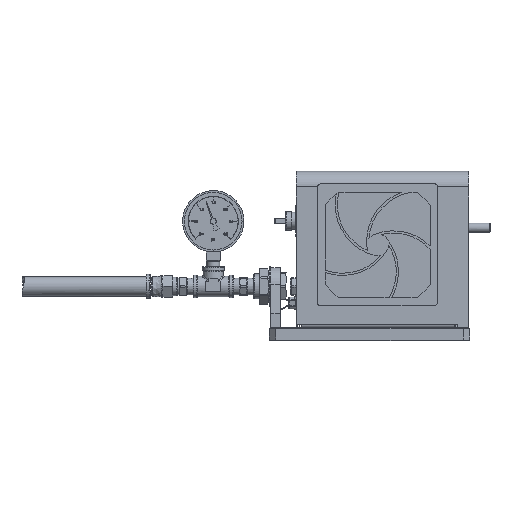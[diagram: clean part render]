
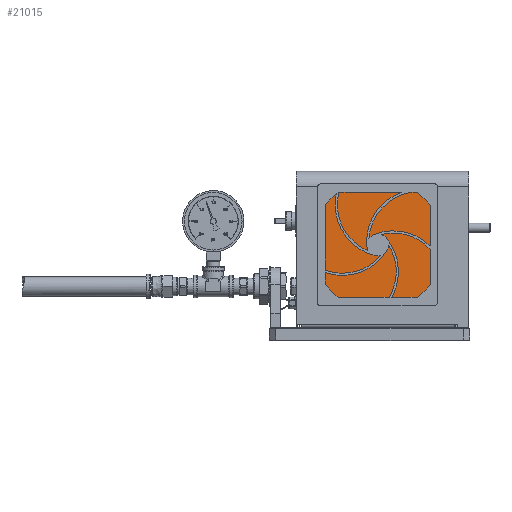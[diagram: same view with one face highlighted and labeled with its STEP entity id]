
A CAD part, top view. The second image highlights one B-rep face of the part: STEP entity #21015.
In plain terms, the highlighted planar face has unit normal (0, 0, 1).
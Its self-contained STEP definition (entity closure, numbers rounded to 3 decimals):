
#860 = DIRECTION ( 'NONE',  ( 0., 1., 0. ) ) ;
#1765 = LINE ( 'NONE', #30898, #29397 ) ;
#2082 = EDGE_CURVE ( 'NONE', #23338, #7527, #1765, .T. ) ;
#2130 = EDGE_CURVE ( 'NONE', #11326, #23338, #6517, .T. ) ;
#2648 = DIRECTION ( 'NONE',  ( 0., 0., 1. ) ) ;
#3209 = CARTESIAN_POINT ( 'NONE',  ( 62.357, 39.637, 116.51 ) ) ;
#3971 = CARTESIAN_POINT ( 'NONE',  ( 62.357, 39.637, 116.51 ) ) ;
#4868 = FACE_OUTER_BOUND ( 'NONE', #15340, .T. ) ;
#5198 = EDGE_CURVE ( 'NONE', #11438, #31078, #5594, .T. ) ;
#5255 = EDGE_CURVE ( 'NONE', #7527, #10657, #25880, .T. ) ;
#5594 = LINE ( 'NONE', #6500, #34066 ) ;
#6103 = AXIS2_PLACEMENT_3D ( 'NONE', #19197, #2648, #21987 ) ;
#6500 = CARTESIAN_POINT ( 'NONE',  ( 167.132, 49.162, 116.51 ) ) ;
#6517 = LINE ( 'NONE', #17272, #34989 ) ;
#7450 = ORIENTED_EDGE ( 'NONE', *, *, #2130, .F. ) ;
#7489 = ORIENTED_EDGE ( 'NONE', *, *, #5198, .F. ) ;
#7527 = VERTEX_POINT ( 'NONE', #16611 ) ;
#9374 = ORIENTED_EDGE ( 'NONE', *, *, #12489, .F. ) ;
#9530 = CARTESIAN_POINT ( 'NONE',  ( 167.132, 49.162, 116.51 ) ) ;
#9742 = DIRECTION ( 'NONE',  ( -0.707, -0.707, 0. ) ) ;
#9853 = CARTESIAN_POINT ( 'NONE',  ( 167.132, 144.412, 116.51 ) ) ;
#10422 = ORIENTED_EDGE ( 'NONE', *, *, #11337, .F. ) ;
#10657 = VERTEX_POINT ( 'NONE', #26585 ) ;
#11281 = CARTESIAN_POINT ( 'NONE',  ( 157.607, 39.637, 116.51 ) ) ;
#11326 = VERTEX_POINT ( 'NONE', #22492 ) ;
#11337 = EDGE_CURVE ( 'NONE', #26390, #32661, #21485, .T. ) ;
#11438 = VERTEX_POINT ( 'NONE', #11977 ) ;
#11497 = DIRECTION ( 'NONE',  ( -1., 0., 0. ) ) ;
#11977 = CARTESIAN_POINT ( 'NONE',  ( 167.132, 144.412, 116.51 ) ) ;
#12310 = DIRECTION ( 'NONE',  ( -0.707, 0.707, 0. ) ) ;
#12489 = EDGE_CURVE ( 'NONE', #10657, #11438, #31734, .T. ) ;
#13274 = VECTOR ( 'NONE', #11497, 1000. ) ;
#13883 = VECTOR ( 'NONE', #12310, 1000. ) ;
#14920 = DIRECTION ( 'NONE',  ( 0., -1., 0. ) ) ;
#14976 = EDGE_CURVE ( 'NONE', #32661, #11326, #21240, .T. ) ;
#15015 = ORIENTED_EDGE ( 'NONE', *, *, #32407, .F. ) ;
#15284 = CARTESIAN_POINT ( 'NONE',  ( 157.607, 153.937, 116.51 ) ) ;
#15340 = EDGE_LOOP ( 'NONE', ( #7489, #9374, #24932, #30540, #7450, #18736, #10422, #15015 ) ) ;
#16611 = CARTESIAN_POINT ( 'NONE',  ( 62.357, 153.937, 116.51 ) ) ;
#17272 = CARTESIAN_POINT ( 'NONE',  ( 52.832, 49.162, 116.51 ) ) ;
#18547 = VECTOR ( 'NONE', #34571, 1000. ) ;
#18736 = ORIENTED_EDGE ( 'NONE', *, *, #14976, .F. ) ;
#19197 = CARTESIAN_POINT ( 'NONE',  ( 167.132, 153.937, 116.51 ) ) ;
#20738 = CARTESIAN_POINT ( 'NONE',  ( 157.607, 39.637, 116.51 ) ) ;
#21015 = ADVANCED_FACE ( 'NONE', ( #4868 ), #35722, .T. ) ;
#21240 = LINE ( 'NONE', #3971, #13883 ) ;
#21485 = LINE ( 'NONE', #25277, #13274 ) ;
#21987 = DIRECTION ( 'NONE',  ( 1., 0., 0. ) ) ;
#22492 = CARTESIAN_POINT ( 'NONE',  ( 52.832, 49.162, 116.51 ) ) ;
#23338 = VERTEX_POINT ( 'NONE', #32866 ) ;
#23622 = DIRECTION ( 'NONE',  ( 0.707, -0.707, 0. ) ) ;
#24932 = ORIENTED_EDGE ( 'NONE', *, *, #5255, .F. ) ;
#25277 = CARTESIAN_POINT ( 'NONE',  ( 157.607, 39.637, 116.51 ) ) ;
#25880 = LINE ( 'NONE', #15284, #18547 ) ;
#26390 = VERTEX_POINT ( 'NONE', #11281 ) ;
#26585 = CARTESIAN_POINT ( 'NONE',  ( 157.607, 153.937, 116.51 ) ) ;
#27445 = VECTOR ( 'NONE', #9742, 1000. ) ;
#29397 = VECTOR ( 'NONE', #33547, 1000. ) ;
#30540 = ORIENTED_EDGE ( 'NONE', *, *, #2082, .F. ) ;
#30883 = VECTOR ( 'NONE', #23622, 1000. ) ;
#30898 = CARTESIAN_POINT ( 'NONE',  ( 62.357, 153.937, 116.51 ) ) ;
#31078 = VERTEX_POINT ( 'NONE', #9530 ) ;
#31734 = LINE ( 'NONE', #9853, #30883 ) ;
#32407 = EDGE_CURVE ( 'NONE', #31078, #26390, #34763, .T. ) ;
#32661 = VERTEX_POINT ( 'NONE', #3209 ) ;
#32866 = CARTESIAN_POINT ( 'NONE',  ( 52.832, 144.412, 116.51 ) ) ;
#33547 = DIRECTION ( 'NONE',  ( 0.707, 0.707, 0. ) ) ;
#34066 = VECTOR ( 'NONE', #14920, 1000. ) ;
#34571 = DIRECTION ( 'NONE',  ( 1., 0., 0. ) ) ;
#34763 = LINE ( 'NONE', #20738, #27445 ) ;
#34989 = VECTOR ( 'NONE', #860, 1000. ) ;
#35722 = PLANE ( 'NONE',  #6103 ) ;
